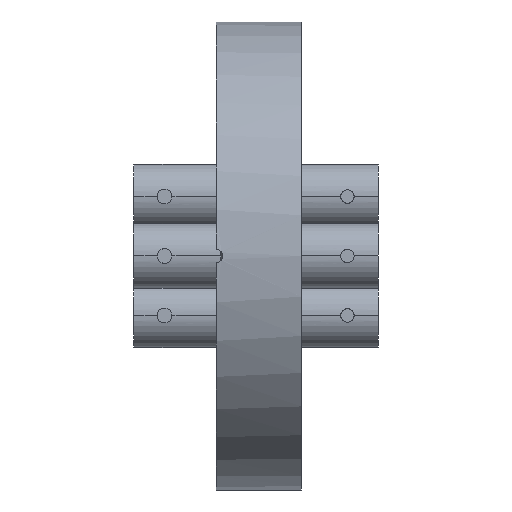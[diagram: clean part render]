
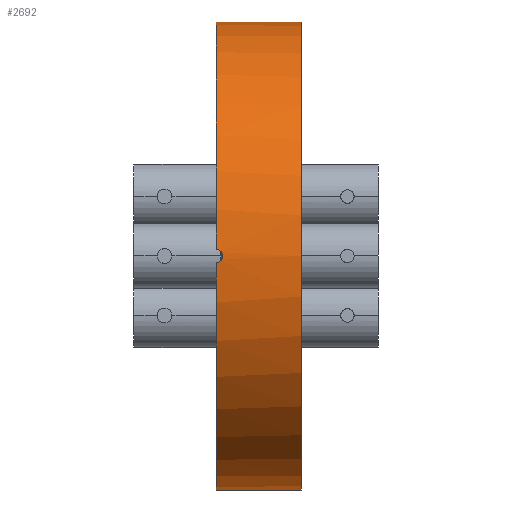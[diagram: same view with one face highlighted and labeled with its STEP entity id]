
A CAD part, left-side view. The second image highlights one B-rep face of the part: STEP entity #2692.
In plain terms, the highlighted cylindrical face has radius 34.95 mm (diameter 69.9 mm), a partial arc.
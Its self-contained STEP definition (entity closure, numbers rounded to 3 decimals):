
#36 = DIRECTION ( 'NONE',  ( 0., 0., 1. ) ) ;
#57 = LINE ( 'NONE', #2591, #1165 ) ;
#244 = FACE_OUTER_BOUND ( 'NONE', #1804, .T. ) ;
#428 = CARTESIAN_POINT ( 'NONE',  ( 0., -12.7, -34.95 ) ) ;
#511 = CARTESIAN_POINT ( 'NONE',  ( 0., -12.7, 0. ) ) ;
#534 = EDGE_CURVE ( 'NONE', #1018, #3863, #2758, .T. ) ;
#629 = DIRECTION ( 'NONE',  ( 0., 1., 0. ) ) ;
#669 = ORIENTED_EDGE ( 'NONE', *, *, #1537, .T. ) ;
#671 = LINE ( 'NONE', #1210, #1044 ) ;
#851 = VERTEX_POINT ( 'NONE', #1943 ) ;
#880 = CARTESIAN_POINT ( 'NONE',  ( -34.95, -1., 0.131 ) ) ;
#945 = CARTESIAN_POINT ( 'NONE',  ( -34.936, 0., -1. ) ) ;
#951 = CIRCLE ( 'NONE', #3977, 34.95 ) ;
#957 = EDGE_CURVE ( 'NONE', #1018, #989, #57, .T. ) ;
#989 = VERTEX_POINT ( 'NONE', #1426 ) ;
#1018 = VERTEX_POINT ( 'NONE', #428 ) ;
#1044 = VECTOR ( 'NONE', #629, 1000. ) ;
#1133 = VERTEX_POINT ( 'NONE', #1536 ) ;
#1141 = CARTESIAN_POINT ( 'NONE',  ( -34.936, 0., 1. ) ) ;
#1164 = EDGE_CURVE ( 'NONE', #1749, #851, #2438, .T. ) ;
#1165 = VECTOR ( 'NONE', #3822, 1000. ) ;
#1169 = AXIS2_PLACEMENT_3D ( 'NONE', #2072, #1766, #2424 ) ;
#1174 = CARTESIAN_POINT ( 'NONE',  ( -34.945, -0.799, 0.615 ) ) ;
#1210 = CARTESIAN_POINT ( 'NONE',  ( 0., -12.7, 34.95 ) ) ;
#1220 = B_SPLINE_CURVE_WITH_KNOTS ( 'NONE', 3,
 ( #3106, #2141, #3393, #1503, #3987, #1174, #2454, #2778, #880, #3701, #2158, #3410, #4008, #3261, #3171, #945 ),
 .UNSPECIFIED., .F., .F.,
 ( 4, 2, 2, 2, 2, 2, 2, 4 ),
 ( 0., 0., 0.001, 0.001, 0.002, 0.002, 0.002, 0.003 ),
 .UNSPECIFIED. ) ;
#1292 = AXIS2_PLACEMENT_3D ( 'NONE', #2204, #3457, #36 ) ;
#1330 = ORIENTED_EDGE ( 'NONE', *, *, #534, .T. ) ;
#1426 = CARTESIAN_POINT ( 'NONE',  ( 0., 0., -34.95 ) ) ;
#1481 = DIRECTION ( 'NONE',  ( 0., 1., 0. ) ) ;
#1503 = CARTESIAN_POINT ( 'NONE',  ( -34.939, -0.504, 0.874 ) ) ;
#1511 = CARTESIAN_POINT ( 'NONE',  ( 0., -12.7, 34.95 ) ) ;
#1536 = CARTESIAN_POINT ( 'NONE',  ( -34.936, 0., -1. ) ) ;
#1537 = EDGE_CURVE ( 'NONE', #1749, #1133, #1220, .T. ) ;
#1749 = VERTEX_POINT ( 'NONE', #1141 ) ;
#1766 = DIRECTION ( 'NONE',  ( 0., 1., 0. ) ) ;
#1804 = EDGE_LOOP ( 'NONE', ( #3711, #1330, #3243, #2500, #669, #3657 ) ) ;
#1943 = CARTESIAN_POINT ( 'NONE',  ( 0., 0., 34.95 ) ) ;
#2013 = EDGE_CURVE ( 'NONE', #989, #1133, #951, .T. ) ;
#2072 = CARTESIAN_POINT ( 'NONE',  ( 0., 0., 0. ) ) ;
#2139 = DIRECTION ( 'NONE',  ( 0., 0., 1. ) ) ;
#2141 = CARTESIAN_POINT ( 'NONE',  ( -34.936, -0.132, 1. ) ) ;
#2149 = DIRECTION ( 'NONE',  ( 0., 0., 1. ) ) ;
#2158 = CARTESIAN_POINT ( 'NONE',  ( -34.949, -0.974, -0.261 ) ) ;
#2204 = CARTESIAN_POINT ( 'NONE',  ( 0., -12.7, 0. ) ) ;
#2424 = DIRECTION ( 'NONE',  ( 0., 0., 1. ) ) ;
#2438 = CIRCLE ( 'NONE', #1169, 34.95 ) ;
#2454 = CARTESIAN_POINT ( 'NONE',  ( -34.947, -0.874, 0.503 ) ) ;
#2500 = ORIENTED_EDGE ( 'NONE', *, *, #1164, .F. ) ;
#2536 = CARTESIAN_POINT ( 'NONE',  ( 0., 0., 0. ) ) ;
#2591 = CARTESIAN_POINT ( 'NONE',  ( 0., -12.7, -34.95 ) ) ;
#2692 = ADVANCED_FACE ( 'NONE', ( #244 ), #3352, .T. ) ;
#2758 = CIRCLE ( 'NONE', #1292, 34.95 ) ;
#2778 = CARTESIAN_POINT ( 'NONE',  ( -34.949, -0.974, 0.263 ) ) ;
#2786 = AXIS2_PLACEMENT_3D ( 'NONE', #511, #1481, #2139 ) ;
#3106 = CARTESIAN_POINT ( 'NONE',  ( -34.936, 0., 1. ) ) ;
#3171 = CARTESIAN_POINT ( 'NONE',  ( -34.936, -0.264, -1. ) ) ;
#3172 = DIRECTION ( 'NONE',  ( 0., 1., 0. ) ) ;
#3243 = ORIENTED_EDGE ( 'NONE', *, *, #3491, .T. ) ;
#3261 = CARTESIAN_POINT ( 'NONE',  ( -34.939, -0.521, -0.893 ) ) ;
#3352 = CYLINDRICAL_SURFACE ( 'NONE', #2786, 34.95 ) ;
#3393 = CARTESIAN_POINT ( 'NONE',  ( -34.936, -0.262, 0.974 ) ) ;
#3410 = CARTESIAN_POINT ( 'NONE',  ( -34.947, -0.874, -0.503 ) ) ;
#3457 = DIRECTION ( 'NONE',  ( 0., 1., 0. ) ) ;
#3491 = EDGE_CURVE ( 'NONE', #3863, #851, #671, .T. ) ;
#3657 = ORIENTED_EDGE ( 'NONE', *, *, #2013, .F. ) ;
#3701 = CARTESIAN_POINT ( 'NONE',  ( -34.95, -1., -0.13 ) ) ;
#3711 = ORIENTED_EDGE ( 'NONE', *, *, #957, .F. ) ;
#3822 = DIRECTION ( 'NONE',  ( 0., 1., 0. ) ) ;
#3863 = VERTEX_POINT ( 'NONE', #1511 ) ;
#3977 = AXIS2_PLACEMENT_3D ( 'NONE', #2536, #3172, #2149 ) ;
#3987 = CARTESIAN_POINT ( 'NONE',  ( -34.941, -0.615, 0.799 ) ) ;
#4008 = CARTESIAN_POINT ( 'NONE',  ( -34.945, -0.801, -0.613 ) ) ;
